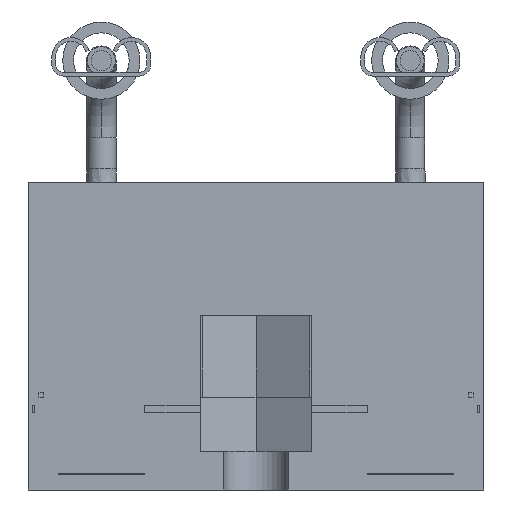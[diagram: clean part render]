
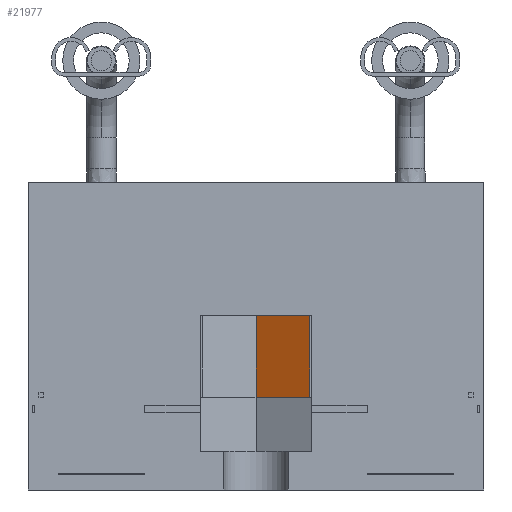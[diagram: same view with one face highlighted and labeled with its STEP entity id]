
A CAD part, front view. The second image highlights one B-rep face of the part: STEP entity #21977.
In plain terms, the highlighted planar face has unit normal (-0.5, -0.866, 0).
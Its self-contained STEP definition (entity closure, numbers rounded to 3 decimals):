
#2685=DIRECTION('',(0.,0.,1.));
#2686=VECTOR('',#2685,5.3);
#2687=CARTESIAN_POINT('',(3.464,8.7,4.9));
#2688=LINE('',#2687,#2686);
#5849=DIRECTION('',(0.866,-0.5,0.));
#5850=VECTOR('',#5849,4.);
#5851=CARTESIAN_POINT('',(0.,10.7,4.9));
#5852=LINE('',#5851,#5850);
#5853=DIRECTION('',(0.,0.,1.));
#5854=VECTOR('',#5853,5.3);
#5855=CARTESIAN_POINT('',(0.,10.7,4.9));
#5856=LINE('',#5855,#5854);
#5861=DIRECTION('',(0.866,-0.5,0.));
#5862=VECTOR('',#5861,4.);
#5863=CARTESIAN_POINT('',(0.,10.7,10.2));
#5864=LINE('',#5863,#5862);
#12577=CARTESIAN_POINT('',(3.464,8.7,10.2));
#12579=VERTEX_POINT('',#12577);
#12581=CARTESIAN_POINT('',(0.,10.7,10.2));
#12582=VERTEX_POINT('',#12581);
#13285=CARTESIAN_POINT('',(3.464,8.7,4.9));
#13287=VERTEX_POINT('',#13285);
#13407=CARTESIAN_POINT('',(0.,10.7,4.9));
#13408=VERTEX_POINT('',#13407);
#21964=CARTESIAN_POINT('',(0.,10.7,4.9));
#21965=DIRECTION('',(0.5,0.866,0.));
#21966=DIRECTION('',(0.866,-0.5,0.));
#21967=AXIS2_PLACEMENT_3D('',#21964,#21965,#21966);
#21968=PLANE('',#21967);
#21969=ORIENTED_EDGE('',*,*,#17435,.F.);
#21971=ORIENTED_EDGE('',*,*,#21970,.T.);
#21973=ORIENTED_EDGE('',*,*,#21972,.T.);
#21974=ORIENTED_EDGE('',*,*,#17624,.F.);
#21975=EDGE_LOOP('',(#21969,#21971,#21973,#21974));
#21976=FACE_OUTER_BOUND('',#21975,.F.);
#21977=ADVANCED_FACE('',(#21976),#21968,.F.);
#17435=EDGE_CURVE('',#13408,#13287,#5852,.T.);
#17624=EDGE_CURVE('',#13287,#12579,#2688,.T.);
#21970=EDGE_CURVE('',#13408,#12582,#5856,.T.);
#21972=EDGE_CURVE('',#12582,#12579,#5864,.T.);
